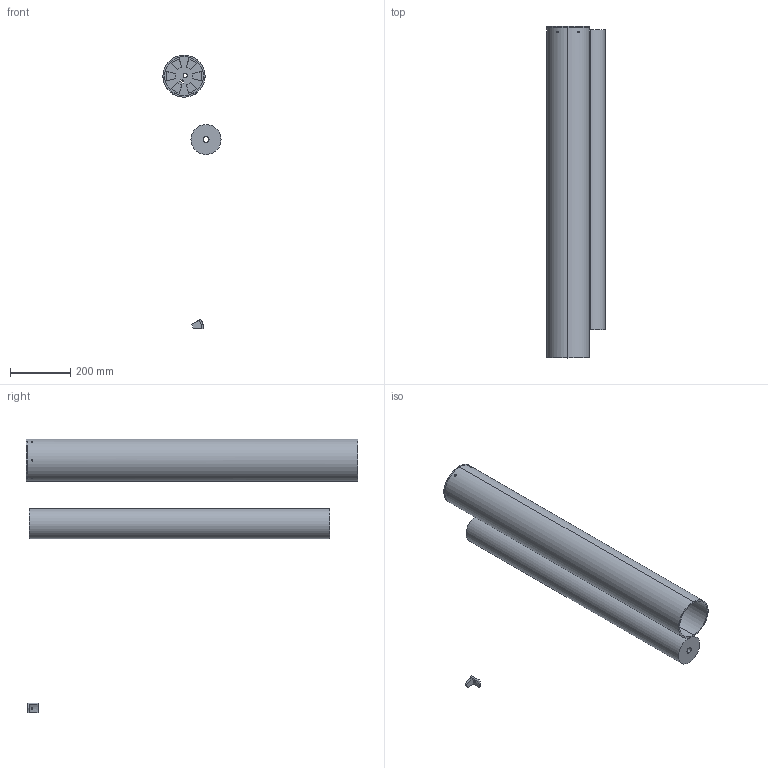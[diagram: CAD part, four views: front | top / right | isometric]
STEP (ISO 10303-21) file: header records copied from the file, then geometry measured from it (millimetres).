
FILE_DESCRIPTION (( 'STEP AP203' ), '1' );
FILE_NAME ('test_bed_13_09.STEP', '2023-09-14T12:25:33', ( '' ), ( '' ), 'SwSTEP 2.0', 'SolidWorks 2023', '' );
FILE_SCHEMA (( 'CONFIG_CONTROL_DESIGN' ));
Length unit declared in the file: millimetre
Products named in the file (5): fuel_grain; long_tube; bracket; C-M30W407998A_Removable_Cap_NEWSTYLE; test_bed_13_09
Assembly tree (10 placements, depth 2):
  test_bed_13_09
    long_tube
    C-M30W407998A_Removable_Cap_NEWSTYLE
    bracket  x7
    fuel_grain
Bounding box: 193.3 x 1105 x 911.53 mm (x, y, z)
Volume: 10021181.9 mm3; surface area: 1396043.2 mm2
Topology: 10 solids, 10 shells, 124 faces, 312 edges, 208 vertices
Faces by surface type: cylinder 78, plane 46
Entity records: 3631 total; most frequent: CARTESIAN_POINT 1253, DIRECTION 362, ORIENTED_EDGE 336, EDGE_CURVE 168, AXIS2_PLACEMENT_3D 145, VERTEX_POINT 112, EDGE_LOOP 102, LINE 72
